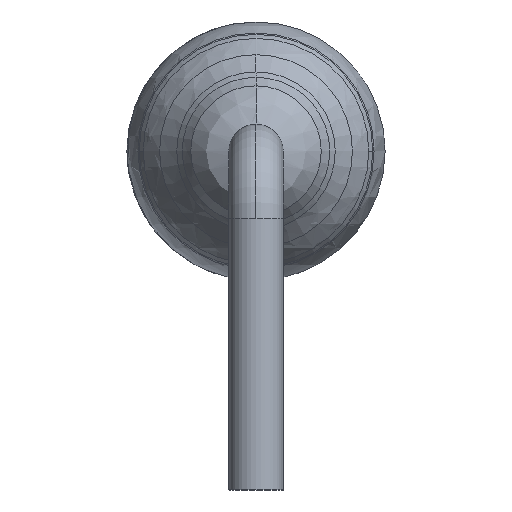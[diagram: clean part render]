
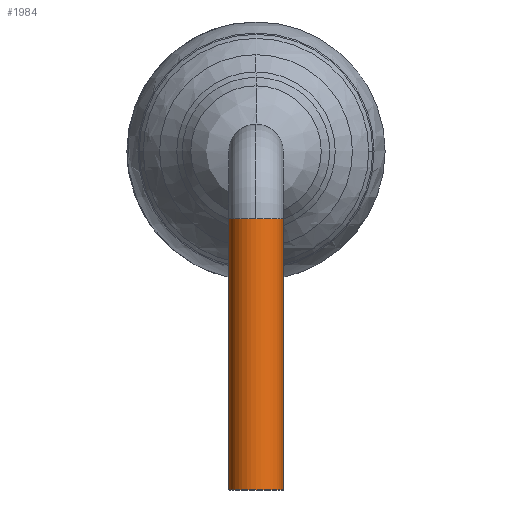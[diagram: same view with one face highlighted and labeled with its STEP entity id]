
A CAD part, left-side view. The second image highlights one B-rep face of the part: STEP entity #1984.
In plain terms, the highlighted cylindrical face has radius 0.4 mm (diameter 0.8 mm), a partial arc.
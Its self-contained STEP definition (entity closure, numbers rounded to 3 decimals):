
#1796=CARTESIAN_POINT('',(-11.825,0.,1.));
#1797=VERTEX_POINT('',#1796);
#1807=CARTESIAN_POINT('',(-11.425,-0.4,1.));
#1808=VERTEX_POINT('',#1807);
#1809=CARTESIAN_POINT('',(-11.425,0.,1.));
#1810=DIRECTION('',(0.0,0.0,1.0));
#1811=DIRECTION('',(0.0,-1.0,0.0));
#1812=AXIS2_PLACEMENT_3D('',#1809,#1810,#1811);
#1813=CIRCLE('',#1812,0.4);
#1814=EDGE_CURVE('',#1797,#1808,#1813,.T.);
#1858=CARTESIAN_POINT('',(-11.425,-0.4,-3.));
#1859=VERTEX_POINT('',#1858);
#1860=CARTESIAN_POINT('',(-11.425,-0.4,-3.));
#1861=DIRECTION('',(0.0,0.0,1.0));
#1862=VECTOR('',#1861,4.);
#1863=LINE('',#1860,#1862);
#1864=EDGE_CURVE('',#1859,#1808,#1863,.T.);
#1866=CARTESIAN_POINT('',(-11.425,0.4,-3.));
#1867=VERTEX_POINT('',#1866);
#1875=CARTESIAN_POINT('',(-11.425,0.4,1.));
#1876=VERTEX_POINT('',#1875);
#1877=CARTESIAN_POINT('',(-11.425,0.4,-3.));
#1878=DIRECTION('',(0.0,0.0,1.0));
#1879=VECTOR('',#1878,4.);
#1880=LINE('',#1877,#1879);
#1881=EDGE_CURVE('',#1867,#1876,#1880,.T.);
#1960=CARTESIAN_POINT('',(-11.425,0.,1.));
#1961=DIRECTION('',(0.,0.,-1.0));
#1962=DIRECTION('',(0.0,-1.0,0.0));
#1963=AXIS2_PLACEMENT_3D('',#1960,#1961,#1962);
#1964=CYLINDRICAL_SURFACE('',#1963,0.4);
#1965=ORIENTED_EDGE('',*,*,#1864,.T.);
#1966=ORIENTED_EDGE('',*,*,#1814,.F.);
#1967=CARTESIAN_POINT('',(-11.425,0.,1.));
#1968=DIRECTION('',(0.0,0.0,1.0));
#1969=DIRECTION('',(0.0,-1.0,0.0));
#1970=AXIS2_PLACEMENT_3D('',#1967,#1968,#1969);
#1971=CIRCLE('',#1970,0.4);
#1972=EDGE_CURVE('',#1876,#1797,#1971,.T.);
#1973=ORIENTED_EDGE('',*,*,#1972,.F.);
#1974=ORIENTED_EDGE('',*,*,#1881,.F.);
#1975=CARTESIAN_POINT('',(-11.425,0.,-3.));
#1976=DIRECTION('',(0.0,0.0,1.0));
#1977=DIRECTION('',(0.0,-1.0,0.0));
#1978=AXIS2_PLACEMENT_3D('',#1975,#1976,#1977);
#1979=CIRCLE('',#1978,0.4);
#1980=EDGE_CURVE('',#1867,#1859,#1979,.T.);
#1981=ORIENTED_EDGE('',*,*,#1980,.T.);
#1982=EDGE_LOOP('',(#1965,#1966,#1973,#1974,#1981));
#1983=FACE_OUTER_BOUND('',#1982,.T.);
#1984=ADVANCED_FACE('',(#1983),#1964,.T.);
